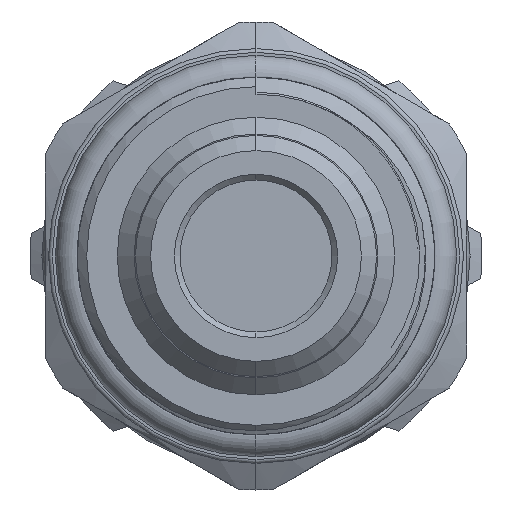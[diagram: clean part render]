
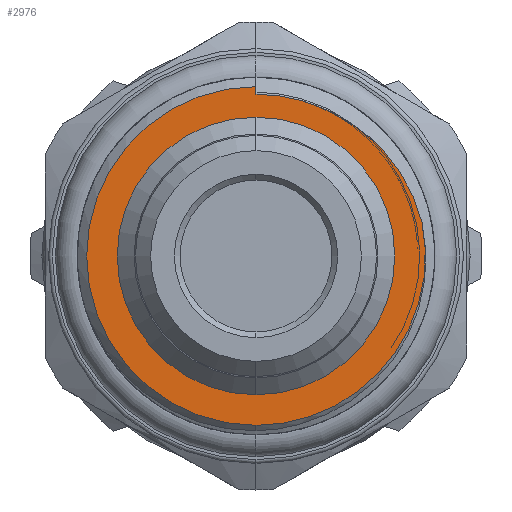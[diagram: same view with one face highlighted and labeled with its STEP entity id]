
A CAD part, left-side view. The second image highlights one B-rep face of the part: STEP entity #2976.
In plain terms, the highlighted planar face has unit normal (-1, 0, 0).
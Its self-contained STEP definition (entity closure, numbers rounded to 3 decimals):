
#86 = EDGE_CURVE ( 'NONE', #1284, #2427, #3170, .T. ) ;
#226 = AXIS2_PLACEMENT_3D ( 'NONE', #5673, #6170, #6808 ) ;
#375 = CARTESIAN_POINT ( 'NONE',  ( 0., -7.242, 4.938 ) ) ;
#392 = B_SPLINE_CURVE_WITH_KNOTS ( 'NONE', 3,
 ( #909, #939, #441, #5307, #7018, #4645, #2899, #2926, #7109, #6448 ),
 .UNSPECIFIED., .F., .F.,
 ( 4, 2, 2, 2, 4 ),
 ( 0., 0.001, 0.003, 0.004, 0.006 ),
 .UNSPECIFIED. ) ;
#441 = CARTESIAN_POINT ( 'NONE',  ( 0., -4.611, 7.253 ) ) ;
#897 = CARTESIAN_POINT ( 'NONE',  ( 0., -5.414, 6.711 ) ) ;
#906 = CARTESIAN_POINT ( 'NONE',  ( 0., 0., 8.92 ) ) ;
#909 = CARTESIAN_POINT ( 'NONE',  ( 0., -5.414, 6.711 ) ) ;
#939 = CARTESIAN_POINT ( 'NONE',  ( 0., -5.021, 6.995 ) ) ;
#979 = CARTESIAN_POINT ( 'NONE',  ( 0., -6.217, 6.072 ) ) ;
#1150 = ORIENTED_EDGE ( 'NONE', *, *, #5856, .T. ) ;
#1236 = CIRCLE ( 'NONE', #3378, 8.92 ) ;
#1284 = VERTEX_POINT ( 'NONE', #4820 ) ;
#1426 = CARTESIAN_POINT ( 'NONE',  ( 0., -8.748, 1.742 ) ) ;
#1431 = CARTESIAN_POINT ( 'NONE',  ( 0., -5.414, 6.711 ) ) ;
#1542 = DIRECTION ( 'NONE',  ( -1., 0., 0. ) ) ;
#1613 = CARTESIAN_POINT ( 'NONE',  ( 0., -8.036, 3.644 ) ) ;
#1678 = FACE_BOUND ( 'NONE', #4995, .T. ) ;
#1685 = DIRECTION ( 'NONE',  ( 0., 0., -1. ) ) ;
#1911 = ORIENTED_EDGE ( 'NONE', *, *, #3984, .F. ) ;
#2151 = AXIS2_PLACEMENT_3D ( 'NONE', #5259, #7616, #1685 ) ;
#2427 = VERTEX_POINT ( 'NONE', #1426 ) ;
#2433 = ORIENTED_EDGE ( 'NONE', *, *, #4530, .T. ) ;
#2600 = LINE ( 'NONE', #2871, #4650 ) ;
#2705 = CARTESIAN_POINT ( 'NONE',  ( 0., -7.661, 4.306 ) ) ;
#2871 = CARTESIAN_POINT ( 'NONE',  ( 0., 0., 0. ) ) ;
#2899 = CARTESIAN_POINT ( 'NONE',  ( 0., -1.922, 8.324 ) ) ;
#2926 = CARTESIAN_POINT ( 'NONE',  ( 0., -0.966, 8.482 ) ) ;
#2976 = ADVANCED_FACE ( 'NONE', ( #1678, #6372 ), #6224, .F. ) ;
#3004 = CARTESIAN_POINT ( 'NONE',  ( 0., 0., 0. ) ) ;
#3137 = VERTEX_POINT ( 'NONE', #906 ) ;
#3170 = CIRCLE ( 'NONE', #2151, 8.92 ) ;
#3289 = ORIENTED_EDGE ( 'NONE', *, *, #5549, .T. ) ;
#3355 = DIRECTION ( 'NONE',  ( 0., 0., -1. ) ) ;
#3378 = AXIS2_PLACEMENT_3D ( 'NONE', #3004, #4905, #4824 ) ;
#3529 = AXIS2_PLACEMENT_3D ( 'NONE', #4827, #4285, #5477 ) ;
#3565 = B_SPLINE_CURVE_WITH_KNOTS ( 'NONE', 3,
 ( #5582, #3992, #6921, #7590, #1613, #7536, #2705, #375, #4495, #979, #5087, #897 ),
 .UNSPECIFIED., .F., .F.,
 ( 4, 2, 2, 2, 2, 4 ),
 ( 0.013, 0.015, 0.016, 0.016, 0.018, 0.019 ),
 .UNSPECIFIED. ) ;
#3619 = CARTESIAN_POINT ( 'NONE',  ( 0., 0., 7.31 ) ) ;
#3623 = CIRCLE ( 'NONE', #3529, 7.31 ) ;
#3849 = ORIENTED_EDGE ( 'NONE', *, *, #7526, .F. ) ;
#3880 = ORIENTED_EDGE ( 'NONE', *, *, #86, .T. ) ;
#3984 = EDGE_CURVE ( 'NONE', #6108, #5178, #7570, .T. ) ;
#3992 = CARTESIAN_POINT ( 'NONE',  ( 0., -8.625, 2.233 ) ) ;
#4103 = EDGE_CURVE ( 'NONE', #7191, #3137, #2600, .T. ) ;
#4285 = DIRECTION ( 'NONE',  ( -1., 0., 0. ) ) ;
#4386 = ORIENTED_EDGE ( 'NONE', *, *, #4103, .T. ) ;
#4466 = CARTESIAN_POINT ( 'NONE',  ( 0., 0., -7.31 ) ) ;
#4495 = CARTESIAN_POINT ( 'NONE',  ( 0., -6.926, 5.333 ) ) ;
#4530 = EDGE_CURVE ( 'NONE', #2427, #5984, #3565, .T. ) ;
#4645 = CARTESIAN_POINT ( 'NONE',  ( 0., -2.394, 8.205 ) ) ;
#4650 = VECTOR ( 'NONE', #7637, 1000. ) ;
#4820 = CARTESIAN_POINT ( 'NONE',  ( 0., 0., -8.92 ) ) ;
#4824 = DIRECTION ( 'NONE',  ( 0., 0., -1. ) ) ;
#4827 = CARTESIAN_POINT ( 'NONE',  ( 0., 0., 0. ) ) ;
#4905 = DIRECTION ( 'NONE',  ( -1., 0., 0. ) ) ;
#4995 = EDGE_LOOP ( 'NONE', ( #1911, #3849 ) ) ;
#5087 = CARTESIAN_POINT ( 'NONE',  ( 0., -5.83, 6.41 ) ) ;
#5178 = VERTEX_POINT ( 'NONE', #3619 ) ;
#5259 = CARTESIAN_POINT ( 'NONE',  ( 0., 0., 0. ) ) ;
#5307 = CARTESIAN_POINT ( 'NONE',  ( 0., -3.756, 7.703 ) ) ;
#5392 = CARTESIAN_POINT ( 'NONE',  ( 0., 0., 8.522 ) ) ;
#5477 = DIRECTION ( 'NONE',  ( 0., 0., -1. ) ) ;
#5549 = EDGE_CURVE ( 'NONE', #5984, #7191, #392, .T. ) ;
#5582 = CARTESIAN_POINT ( 'NONE',  ( 0., -8.748, 1.742 ) ) ;
#5673 = CARTESIAN_POINT ( 'NONE',  ( 0., -4.102, 0. ) ) ;
#5856 = EDGE_CURVE ( 'NONE', #3137, #1284, #1236, .T. ) ;
#5984 = VERTEX_POINT ( 'NONE', #1431 ) ;
#6096 = EDGE_LOOP ( 'NONE', ( #3289, #4386, #1150, #3880, #2433 ) ) ;
#6108 = VERTEX_POINT ( 'NONE', #4466 ) ;
#6170 = DIRECTION ( 'NONE',  ( 1., 0., 0. ) ) ;
#6224 = PLANE ( 'NONE',  #226 ) ;
#6372 = FACE_OUTER_BOUND ( 'NONE', #6096, .T. ) ;
#6448 = CARTESIAN_POINT ( 'NONE',  ( 0., 0., 8.522 ) ) ;
#6808 = DIRECTION ( 'NONE',  ( 0., 0., -1. ) ) ;
#6921 = CARTESIAN_POINT ( 'NONE',  ( 0., -8.46, 2.712 ) ) ;
#7018 = CARTESIAN_POINT ( 'NONE',  ( 0., -3.309, 7.896 ) ) ;
#7109 = CARTESIAN_POINT ( 'NONE',  ( 0., -0.485, 8.522 ) ) ;
#7191 = VERTEX_POINT ( 'NONE', #5392 ) ;
#7351 = AXIS2_PLACEMENT_3D ( 'NONE', #7525, #1542, #3355 ) ;
#7525 = CARTESIAN_POINT ( 'NONE',  ( 0., 0., 0. ) ) ;
#7526 = EDGE_CURVE ( 'NONE', #5178, #6108, #3623, .T. ) ;
#7536 = CARTESIAN_POINT ( 'NONE',  ( 0., -7.792, 4.089 ) ) ;
#7570 = CIRCLE ( 'NONE', #7351, 7.31 ) ;
#7590 = CARTESIAN_POINT ( 'NONE',  ( 0., -8.15, 3.414 ) ) ;
#7616 = DIRECTION ( 'NONE',  ( -1., 0., 0. ) ) ;
#7637 = DIRECTION ( 'NONE',  ( 0., 0., 1. ) ) ;
